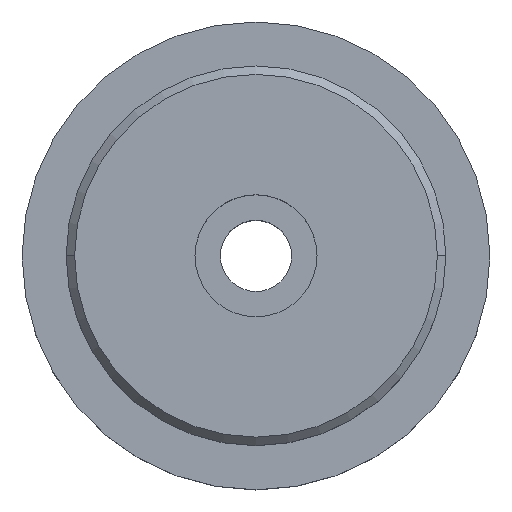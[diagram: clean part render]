
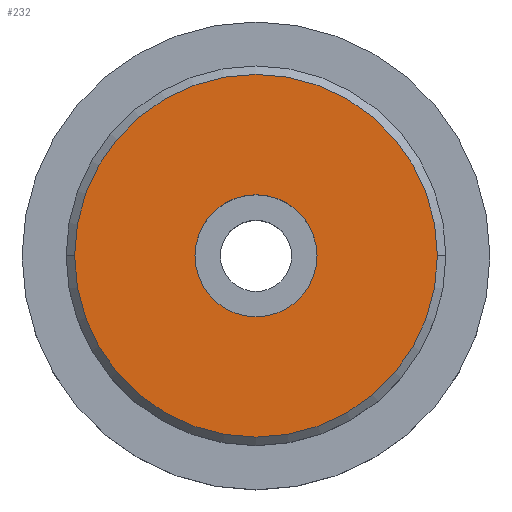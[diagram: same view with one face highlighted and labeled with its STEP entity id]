
A CAD part, top view. The second image highlights one B-rep face of the part: STEP entity #232.
In plain terms, the highlighted planar face has unit normal (0, 0, 1).
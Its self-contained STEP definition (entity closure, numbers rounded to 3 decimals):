
#106=EDGE_CURVE('',#198,#204,#271,.T.);
#160=EDGE_CURVE('',#222,#194,#334,.T.);
#184=EDGE_CURVE('',#194,#222,#360,.T.);
#194=VERTEX_POINT('',#372);
#198=VERTEX_POINT('',#376);
#204=VERTEX_POINT('',#383);
#220=EDGE_CURVE('',#204,#198,#401,.T.);
#222=VERTEX_POINT('',#403);
#232=ADVANCED_FACE('',(#413,#414),#415,.T.);
#271=CIRCLE('',#450,9.0);
#334=CIRCLE('',#526,26.75);
#360=CIRCLE('',#561,26.75);
#372=CARTESIAN_POINT('',(26.75,0.,26.0));
#376=CARTESIAN_POINT('',(-9.0,0.,26.0));
#383=CARTESIAN_POINT('',(9.0,0.,26.0));
#401=CIRCLE('',#612,9.0);
#403=CARTESIAN_POINT('',(-26.75,0.,26.0));
#413=FACE_OUTER_BOUND('',#629,.T.);
#414=FACE_BOUND('',#630,.T.);
#415=PLANE('',#631);
#450=AXIS2_PLACEMENT_3D('',#667,#668,#669);
#526=AXIS2_PLACEMENT_3D('',#769,#770,#771);
#561=AXIS2_PLACEMENT_3D('',#789,#790,#791);
#612=AXIS2_PLACEMENT_3D('',#831,#832,#833);
#629=EDGE_LOOP('',(#840,#841));
#630=EDGE_LOOP('',(#842,#843));
#631=AXIS2_PLACEMENT_3D('',#844,#845,#846);
#667=CARTESIAN_POINT('',(0.0,0.,26.0));
#668=DIRECTION('',(0.0,0.0,1.0));
#669=DIRECTION('',(-1.0,0.,0.0));
#769=CARTESIAN_POINT('',(0.0,0.,26.0));
#770=DIRECTION('',(0.0,0.0,1.0));
#771=DIRECTION('',(-1.0,0.,0.0));
#789=CARTESIAN_POINT('',(0.0,0.,26.0));
#790=DIRECTION('',(0.0,0.0,1.0));
#791=DIRECTION('',(-1.0,0.,0.0));
#831=CARTESIAN_POINT('',(0.0,0.,26.0));
#832=DIRECTION('',(0.0,0.0,1.0));
#833=DIRECTION('',(-1.0,0.,0.0));
#840=ORIENTED_EDGE('',*,*,#160,.T.);
#841=ORIENTED_EDGE('',*,*,#184,.T.);
#842=ORIENTED_EDGE('',*,*,#106,.F.);
#843=ORIENTED_EDGE('',*,*,#220,.F.);
#844=CARTESIAN_POINT('',(-18.5,0.,26.0));
#845=DIRECTION('',(0.0,0.0,1.0));
#846=DIRECTION('',(-1.0,0.,0.0));
